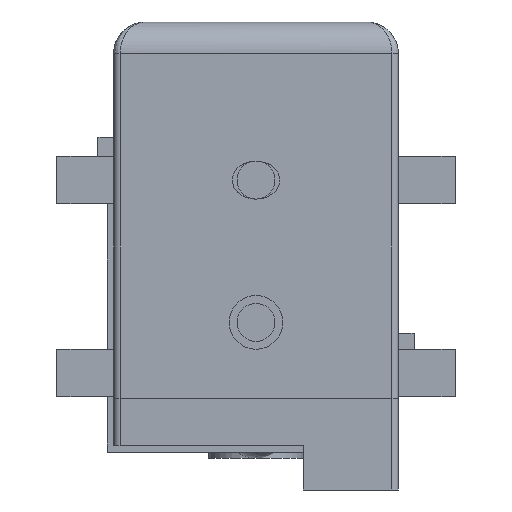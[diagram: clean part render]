
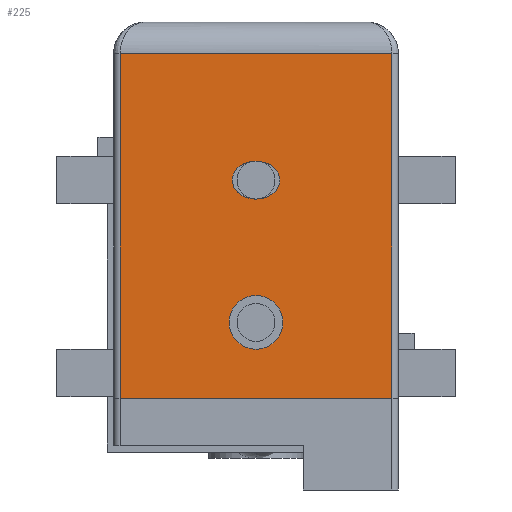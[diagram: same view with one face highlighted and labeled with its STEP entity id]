
A CAD part, front view. The second image highlights one B-rep face of the part: STEP entity #225.
In plain terms, the highlighted planar face has unit normal (0, -1, 0).
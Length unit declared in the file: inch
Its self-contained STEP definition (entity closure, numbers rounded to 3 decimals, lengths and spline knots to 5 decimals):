
#37 = EDGE_CURVE ( 'NONE', #2409, #3597, #3032, .T. ) ;
#83 = CARTESIAN_POINT ( 'NONE',  ( -0.16929, 0., -0.4685 ) ) ;
#150 = VECTOR ( 'NONE', #741, 39.37008 ) ;
#189 = VERTEX_POINT ( 'NONE', #83 ) ;
#224 = EDGE_CURVE ( 'NONE', #189, #1871, #2297, .T. ) ;
#225 = ADVANCED_FACE ( 'NONE', ( #3539, #404, #2914 ), #687, .T. ) ;
#310 = EDGE_CURVE ( 'NONE', #3042, #2662, #3557, .T. ) ;
#319 = CARTESIAN_POINT ( 'NONE',  ( 0., 0., -0.37402 ) ) ;
#321 = ORIENTED_EDGE ( 'NONE', *, *, #37, .F. ) ;
#345 = DIRECTION ( 'NONE',  ( 0., 0., -1. ) ) ;
#404 = FACE_BOUND ( 'NONE', #610, .T. ) ;
#610 = EDGE_LOOP ( 'NONE', ( #2944, #2012 ) ) ;
#678 = EDGE_LOOP ( 'NONE', ( #967, #3479, #3408, #3876 ) ) ;
#687 = PLANE ( 'NONE',  #1197 ) ;
#741 = DIRECTION ( 'NONE',  ( 1., 0., 0. ) ) ;
#825 = CARTESIAN_POINT ( 'NONE',  ( 0.02953, 0., -0.24409 ) ) ;
#941 = CARTESIAN_POINT ( 'NONE',  ( -0.02953, 0., -0.19685 ) ) ;
#967 = ORIENTED_EDGE ( 'NONE', *, *, #224, .T. ) ;
#994 = DIRECTION ( 'NONE',  ( 0., -1., 0. ) ) ;
#1036 = CARTESIAN_POINT ( 'NONE',  ( 0.16929, 0., -0.4685 ) ) ;
#1127 = VECTOR ( 'NONE', #1302, 39.37008 ) ;
#1197 = AXIS2_PLACEMENT_3D ( 'NONE', #3523, #1936, #1349 ) ;
#1216 = DIRECTION ( 'NONE',  ( 0., 0., -1. ) ) ;
#1221 = VERTEX_POINT ( 'NONE', #3276 ) ;
#1302 = DIRECTION ( 'NONE',  ( 0., 0., 1. ) ) ;
#1349 = DIRECTION ( 'NONE',  ( 0., 0., -1. ) ) ;
#1428 = CARTESIAN_POINT ( 'NONE',  ( 0.02953, 0., -0.19685 ) ) ;
#1524 = CARTESIAN_POINT ( 'NONE',  ( 0., 0., -0.40748 ) ) ;
#1602 = CARTESIAN_POINT ( 'NONE',  ( -0.16929, 0., -0.03937 ) ) ;
#1635 = EDGE_CURVE ( 'NONE', #1643, #189, #3532, .T. ) ;
#1643 = VERTEX_POINT ( 'NONE', #1602 ) ;
#1686 = LINE ( 'NONE', #1036, #1127 ) ;
#1708 =( BOUNDED_CURVE ( )  B_SPLINE_CURVE ( 3, ( #2043, #3946, #825, #2735 ),
 .UNSPECIFIED., .F., .F. ) 
 B_SPLINE_CURVE_WITH_KNOTS ( ( 4, 4 ),
 ( 3.14159, 6.28319 ),
 .UNSPECIFIED. ) 
 CURVE ( )  GEOMETRIC_REPRESENTATION_ITEM ( )  RATIONAL_B_SPLINE_CURVE ( ( 1., 0.333, 0.333, 1. ) ) 
 REPRESENTATION_ITEM ( '' )  );
#1766 = CARTESIAN_POINT ( 'NONE',  ( -0.02953, 0., -0.19685 ) ) ;
#1769 = EDGE_CURVE ( 'NONE', #3597, #2409, #4032, .T. ) ;
#1871 = VERTEX_POINT ( 'NONE', #3545 ) ;
#1936 = DIRECTION ( 'NONE',  ( 0., -1., 0. ) ) ;
#1973 = AXIS2_PLACEMENT_3D ( 'NONE', #3158, #994, #1216 ) ;
#2012 = ORIENTED_EDGE ( 'NONE', *, *, #3475, .F. ) ;
#2037 = CARTESIAN_POINT ( 'NONE',  ( 0.02953, 0., -0.19685 ) ) ;
#2043 = CARTESIAN_POINT ( 'NONE',  ( -0.02953, 0., -0.19685 ) ) ;
#2077 = CARTESIAN_POINT ( 'NONE',  ( -0.02953, 0., -0.14961 ) ) ;
#2250 = VECTOR ( 'NONE', #345, 39.37008 ) ;
#2297 = LINE ( 'NONE', #3270, #150 ) ;
#2409 = VERTEX_POINT ( 'NONE', #2872 ) ;
#2457 = ORIENTED_EDGE ( 'NONE', *, *, #1769, .F. ) ;
#2464 = CARTESIAN_POINT ( 'NONE',  ( -0.17717, 0., -0.03937 ) ) ;
#2662 = VERTEX_POINT ( 'NONE', #941 ) ;
#2733 = CARTESIAN_POINT ( 'NONE',  ( 0.02953, 0., -0.14961 ) ) ;
#2735 = CARTESIAN_POINT ( 'NONE',  ( 0.02953, 0., -0.19685 ) ) ;
#2768 = DIRECTION ( 'NONE',  ( 0., 0., -1. ) ) ;
#2801 = EDGE_CURVE ( 'NONE', #1871, #1221, #1686, .T. ) ;
#2827 = DIRECTION ( 'NONE',  ( 0., -1., 0. ) ) ;
#2872 = CARTESIAN_POINT ( 'NONE',  ( 0., 0., -0.34055 ) ) ;
#2914 = FACE_OUTER_BOUND ( 'NONE', #678, .T. ) ;
#2944 = ORIENTED_EDGE ( 'NONE', *, *, #310, .F. ) ;
#2949 = AXIS2_PLACEMENT_3D ( 'NONE', #319, #2827, #2768 ) ;
#3032 = CIRCLE ( 'NONE', #1973, 0.03346 ) ;
#3042 = VERTEX_POINT ( 'NONE', #1428 ) ;
#3084 = VECTOR ( 'NONE', #3112, 39.37008 ) ;
#3112 = DIRECTION ( 'NONE',  ( -1., 0., 0. ) ) ;
#3158 = CARTESIAN_POINT ( 'NONE',  ( 0., 0., -0.37402 ) ) ;
#3172 = CARTESIAN_POINT ( 'NONE',  ( -0.16929, 0., -0.4685 ) ) ;
#3270 = CARTESIAN_POINT ( 'NONE',  ( -0.17717, 0., -0.4685 ) ) ;
#3276 = CARTESIAN_POINT ( 'NONE',  ( 0.16929, 0., -0.03937 ) ) ;
#3377 = LINE ( 'NONE', #2464, #3084 ) ;
#3408 = ORIENTED_EDGE ( 'NONE', *, *, #4014, .T. ) ;
#3475 = EDGE_CURVE ( 'NONE', #2662, #3042, #1708, .T. ) ;
#3479 = ORIENTED_EDGE ( 'NONE', *, *, #2801, .T. ) ;
#3523 = CARTESIAN_POINT ( 'NONE',  ( -0.17717, 0., -0.4685 ) ) ;
#3532 = LINE ( 'NONE', #3172, #2250 ) ;
#3539 = FACE_BOUND ( 'NONE', #4040, .T. ) ;
#3545 = CARTESIAN_POINT ( 'NONE',  ( 0.16929, 0., -0.4685 ) ) ;
#3557 =( BOUNDED_CURVE ( )  B_SPLINE_CURVE ( 3, ( #2037, #2733, #2077, #1766 ),
 .UNSPECIFIED., .F., .F. ) 
 B_SPLINE_CURVE_WITH_KNOTS ( ( 4, 4 ),
 ( 0., 3.14159 ),
 .UNSPECIFIED. ) 
 CURVE ( )  GEOMETRIC_REPRESENTATION_ITEM ( )  RATIONAL_B_SPLINE_CURVE ( ( 1., 0.333, 0.333, 1. ) ) 
 REPRESENTATION_ITEM ( '' )  );
#3597 = VERTEX_POINT ( 'NONE', #1524 ) ;
#3876 = ORIENTED_EDGE ( 'NONE', *, *, #1635, .T. ) ;
#3946 = CARTESIAN_POINT ( 'NONE',  ( -0.02953, 0., -0.24409 ) ) ;
#4014 = EDGE_CURVE ( 'NONE', #1221, #1643, #3377, .T. ) ;
#4032 = CIRCLE ( 'NONE', #2949, 0.03346 ) ;
#4040 = EDGE_LOOP ( 'NONE', ( #321, #2457 ) ) ;
